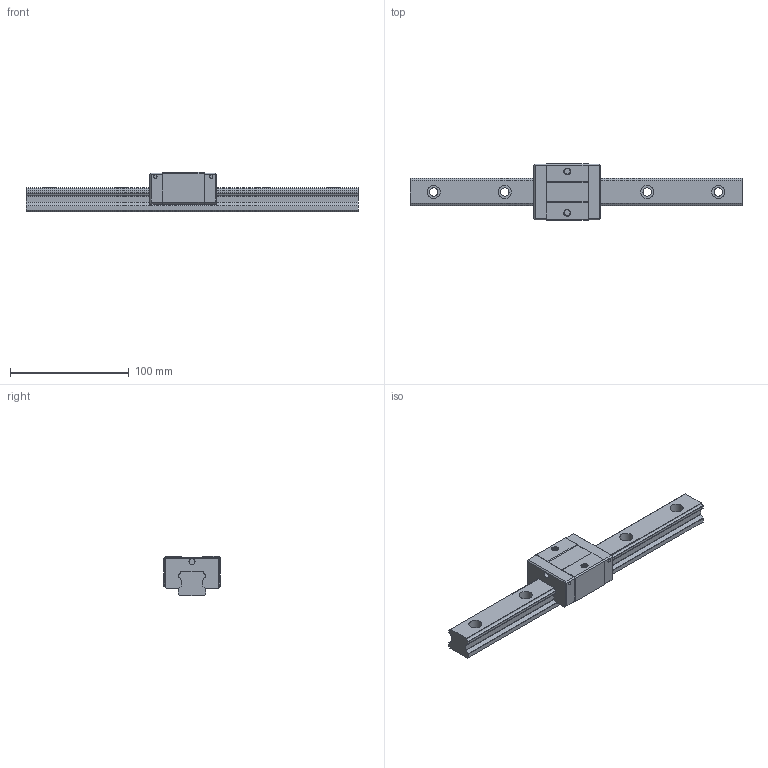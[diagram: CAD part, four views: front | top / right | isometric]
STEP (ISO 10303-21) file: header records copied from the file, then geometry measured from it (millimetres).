
FILE_DESCRIPTION(/* description */ (''),/* implementation_level */ '2;1');
FILE_NAME(/* name */ 'TRS25VS.stp',/* time_stamp */ '2012-09-21T10:00:34+08:00',/* author */ (''),/* organization */ (''),/* preprocessor_version */ 'ST-DEVELOPER v11',/* originating_system */ 'SIEMENS UGS NX 6.0',/* authorisation */ '');
FILE_SCHEMA (('CONFIG_CONTROL_DESIGN'));
Length unit declared in the file: millimetre
Products named in the file (1): fann9E27ofxz
Bounding box: 280 x 48 x 33 mm (x, y, z)
Volume: 162811.8 mm3; surface area: 44244.6 mm2
Topology: 4 solids, 4 shells, 216 faces, 583 edges, 390 vertices
Faces by surface type: plane 105, cylinder 102, cone 5, bspline 4
Full cylindrical faces by diameter (mm): 2.4 x4, 3 x4, 5.08 x14, 7 x5, 11 x5
Entity records: 9286 total; most frequent: CARTESIAN_POINT 4167, DIRECTION 1044, ORIENTED_EDGE 1018, EDGE_CURVE 509, AXIS2_PLACEMENT_3D 384, VERTEX_POINT 355, LINE 276, VECTOR 276
